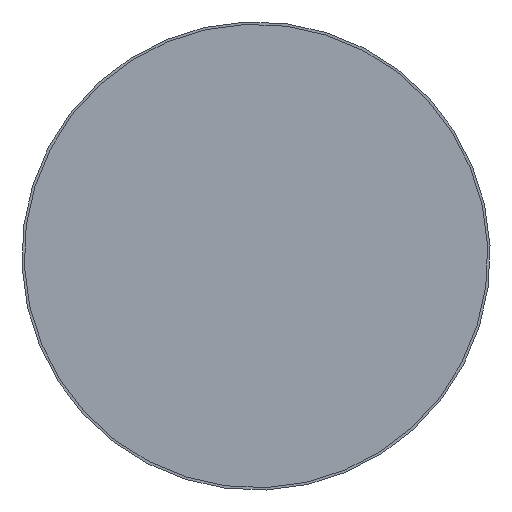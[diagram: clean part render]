
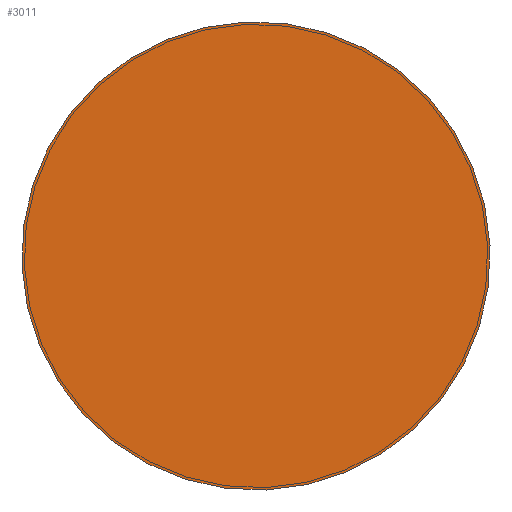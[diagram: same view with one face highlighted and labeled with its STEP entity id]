
A CAD part, front view. The second image highlights one B-rep face of the part: STEP entity #3011.
In plain terms, the highlighted planar face has unit normal (0, -1, 0).
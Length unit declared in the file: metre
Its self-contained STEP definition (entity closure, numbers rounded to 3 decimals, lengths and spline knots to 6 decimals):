
#339 = VERTEX_POINT ( 'NONE', #4340 ) ;
#915 = EDGE_CURVE ( 'NONE', #339, #5557, #4394, .T. ) ;
#1204 = DIRECTION ( 'NONE',  ( 0., 1., 0. ) ) ;
#1529 = EDGE_LOOP ( 'NONE', ( #3359, #4843 ) ) ;
#1614 = CARTESIAN_POINT ( 'NONE',  ( 0., -78.25, 0. ) ) ;
#1664 = DIRECTION ( 'NONE',  ( 0., 1., 0. ) ) ;
#1695 = DIRECTION ( 'NONE',  ( 0., 0., 1. ) ) ;
#2023 = CIRCLE ( 'NONE', #4664, 1.95 ) ;
#2043 = CARTESIAN_POINT ( 'NONE',  ( 0., -78.25, 0. ) ) ;
#2072 = DIRECTION ( 'NONE',  ( 0., 0., 1. ) ) ;
#2984 = PLANE ( 'NONE',  #4759 ) ;
#3011 = ADVANCED_FACE ( 'NONE', ( #3841 ), #2984, .F. ) ;
#3359 = ORIENTED_EDGE ( 'NONE', *, *, #915, .F. ) ;
#3829 = CARTESIAN_POINT ( 'NONE',  ( -1.437323, -78.25, -1.317802 ) ) ;
#3841 = FACE_OUTER_BOUND ( 'NONE', #1529, .T. ) ;
#4169 = EDGE_CURVE ( 'NONE', #5557, #339, #2023, .T. ) ;
#4340 = CARTESIAN_POINT ( 'NONE',  ( 1.437323, -78.25, 1.317802 ) ) ;
#4394 = CIRCLE ( 'NONE', #5709, 1.95 ) ;
#4664 = AXIS2_PLACEMENT_3D ( 'NONE', #5581, #1664, #1695 ) ;
#4759 = AXIS2_PLACEMENT_3D ( 'NONE', #2043, #4789, #2072 ) ;
#4789 = DIRECTION ( 'NONE',  ( 0., 1., 0. ) ) ;
#4843 = ORIENTED_EDGE ( 'NONE', *, *, #4169, .F. ) ;
#5285 = DIRECTION ( 'NONE',  ( 0., 0., 1. ) ) ;
#5557 = VERTEX_POINT ( 'NONE', #3829 ) ;
#5581 = CARTESIAN_POINT ( 'NONE',  ( 0., -78.25, 0. ) ) ;
#5709 = AXIS2_PLACEMENT_3D ( 'NONE', #1614, #1204, #5285 ) ;
